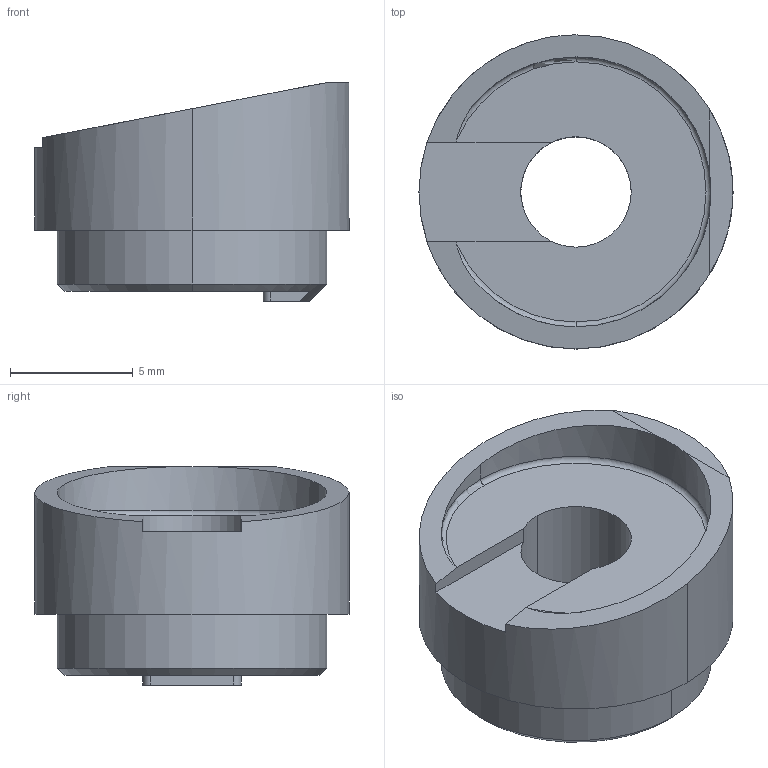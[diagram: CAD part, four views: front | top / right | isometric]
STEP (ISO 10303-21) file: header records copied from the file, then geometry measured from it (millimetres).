
FILE_DESCRIPTION (( 'STEP AP203' ), '1' );
FILE_NAME ('R37-FBHS-RB.STEP', '2018-02-27T09:54:40', ( 'SWIAdmin' ), ( 'Hewlett-Packard Company' ), 'SwSTEP 2.0', 'SolidWorks 2017', '' );
FILE_SCHEMA (( 'CONFIG_CONTROL_DESIGN' ));
Length unit declared in the file: millimetre
Products named in the file (2): R37-FBHS-RB; F20-U00.001.006_B
Assembly tree (1 placements, depth 2):
  R37-FBHS-RB
    F20-U00.001.006_B
Bounding box: 12.8 x 12.8 x 8.9 mm (x, y, z)
Volume: 671.5 mm3; surface area: 631.8 mm2
Topology: 1 solids, 1 shells, 29 faces, 77 edges, 50 vertices
Faces by surface type: plane 13, cylinder 11, torus 3, cone 2
Entity records: 1130 total; most frequent: CARTESIAN_POINT 212, DIRECTION 162, ORIENTED_EDGE 154, EDGE_CURVE 77, AXIS2_PLACEMENT_3D 64, VERTEX_POINT 50, VECTOR 34, LINE 34
